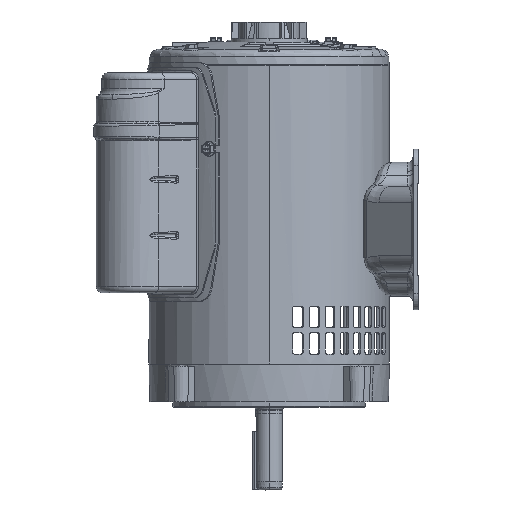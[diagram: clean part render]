
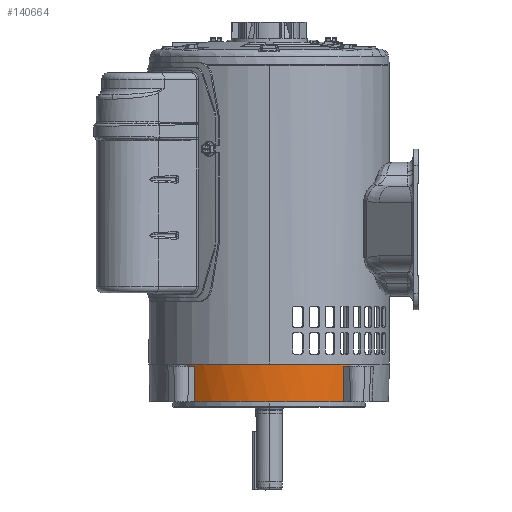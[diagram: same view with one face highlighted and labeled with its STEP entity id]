
A CAD part, left-side view. The second image highlights one B-rep face of the part: STEP entity #140664.
In plain terms, the highlighted conical face has half-angle 2 degrees and reference radius 71.548 mm.
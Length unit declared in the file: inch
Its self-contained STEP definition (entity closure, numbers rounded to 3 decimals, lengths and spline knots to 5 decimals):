
#2679 = VERTEX_POINT ( 'NONE', #22508 ) ;
#2787 = CARTESIAN_POINT ( 'NONE',  ( -2.0908, -1.88762, -3.5225 ) ) ;
#3742 = CARTESIAN_POINT ( 'NONE',  ( -2.21664, 1.7358, -3.5635 ) ) ;
#4027 = CARTESIAN_POINT ( 'NONE',  ( -2.17772, 1.73807, -4.3975 ) ) ;
#5353 = EDGE_CURVE ( 'NONE', #101536, #94272, #138306, .T. ) ;
#5428 = CARTESIAN_POINT ( 'NONE',  ( -2.08959, -1.88753, -3.54983 ) ) ;
#8132 = ORIENTED_EDGE ( 'NONE', *, *, #5353, .T. ) ;
#8242 = ORIENTED_EDGE ( 'NONE', *, *, #76481, .T. ) ;
#10322 = CARTESIAN_POINT ( 'NONE',  ( -2.0902, 1.88758, -3.53617 ) ) ;
#10443 = CARTESIAN_POINT ( 'NONE',  ( -2.19072, -1.73734, -4.1195 ) ) ;
#13200 = DIRECTION ( 'NONE',  ( 0., 0., 1. ) ) ;
#15190 = B_SPLINE_CURVE_WITH_KNOTS ( 'NONE', 3,
 ( #155796, #10322, #32036, #53681 ),
 .UNSPECIFIED., .F., .F.,
 ( 4, 4 ),
 ( 0., 0.00104 ),
 .UNSPECIFIED. ) ;
#15656 = AXIS2_PLACEMENT_3D ( 'NONE', #159732, #148843, #108084 ) ;
#19468 = CARTESIAN_POINT ( 'NONE',  ( -2.08898, -1.8875, -3.5635 ) ) ;
#20398 = EDGE_CURVE ( 'NONE', #119481, #94272, #153844, .T. ) ;
#22508 = CARTESIAN_POINT ( 'NONE',  ( -2.0908, 1.88762, -3.5225 ) ) ;
#24568 = DIRECTION ( 'NONE',  ( 1., 0., 0. ) ) ;
#25450 = FACE_OUTER_BOUND ( 'NONE', #34173, .T. ) ;
#32036 = CARTESIAN_POINT ( 'NONE',  ( -2.08959, 1.88753, -3.54983 ) ) ;
#33466 = EDGE_CURVE ( 'NONE', #140863, #86987, #164419, .T. ) ;
#34173 = EDGE_LOOP ( 'NONE', ( #8132, #139557, #116176, #156995, #8242, #96335, #103276, #118497 ) ) ;
#39265 = CARTESIAN_POINT ( 'NONE',  ( -2.21664, -1.7358, -3.5635 ) ) ;
#44656 = CARTESIAN_POINT ( 'NONE',  ( -2.17772, -1.73807, -4.3975 ) ) ;
#47378 = CARTESIAN_POINT ( 'NONE',  ( -2.19072, 1.73734, -4.1195 ) ) ;
#52558 = DIRECTION ( 'NONE',  ( 1., 0., 0. ) ) ;
#53681 = CARTESIAN_POINT ( 'NONE',  ( -2.08898, 1.8875, -3.5635 ) ) ;
#55286 = AXIS2_PLACEMENT_3D ( 'NONE', #86945, #146724, #24568 ) ;
#61952 = CARTESIAN_POINT ( 'NONE',  ( -2.21664, -1.7358, -3.5635 ) ) ;
#62042 = DIRECTION ( 'NONE',  ( 1., 0., 0. ) ) ;
#64083 = DIRECTION ( 'NONE',  ( 0., 0., -1. ) ) ;
#67426 = CARTESIAN_POINT ( 'NONE',  ( -2.17772, -1.73807, -4.3975 ) ) ;
#73087 = EDGE_CURVE ( 'NONE', #165764, #125155, #83974, .T. ) ;
#74091 = AXIS2_PLACEMENT_3D ( 'NONE', #83721, #13200, #62042 ) ;
#76481 = EDGE_CURVE ( 'NONE', #125155, #140863, #134335, .T. ) ;
#77621 = CARTESIAN_POINT ( 'NONE',  ( -2.08898, 1.8875, -3.5635 ) ) ;
#78053 = EDGE_CURVE ( 'NONE', #2679, #101536, #15190, .T. ) ;
#83721 = CARTESIAN_POINT ( 'NONE',  ( 0., 0., -3.5635 ) ) ;
#83974 = B_SPLINE_CURVE_WITH_KNOTS ( 'NONE', 3,
 ( #67426, #10443, #86292, #61952 ),
 .UNSPECIFIED., .F., .F.,
 ( 4, 4 ),
 ( 0., 0.02121 ),
 .UNSPECIFIED. ) ;
#86292 = CARTESIAN_POINT ( 'NONE',  ( -2.20369, -1.73659, -3.8415 ) ) ;
#86945 = CARTESIAN_POINT ( 'NONE',  ( 0., 0., -3.5635 ) ) ;
#86987 = VERTEX_POINT ( 'NONE', #125637 ) ;
#94272 = VERTEX_POINT ( 'NONE', #3742 ) ;
#96335 = ORIENTED_EDGE ( 'NONE', *, *, #33466, .T. ) ;
#96574 = CARTESIAN_POINT ( 'NONE',  ( 0., 0., -4.3975 ) ) ;
#97208 = EDGE_CURVE ( 'NONE', #165764, #119481, #161395, .T. ) ;
#98673 = CIRCLE ( 'NONE', #15656, 2.81683 ) ;
#101536 = VERTEX_POINT ( 'NONE', #77621 ) ;
#103276 = ORIENTED_EDGE ( 'NONE', *, *, #114105, .T. ) ;
#103386 = AXIS2_PLACEMENT_3D ( 'NONE', #133992, #125875, #52558 ) ;
#108084 = DIRECTION ( 'NONE',  ( 1., 0., 0. ) ) ;
#113927 = CARTESIAN_POINT ( 'NONE',  ( -2.0902, -1.88758, -3.53617 ) ) ;
#114105 = EDGE_CURVE ( 'NONE', #86987, #2679, #98673, .T. ) ;
#116176 = ORIENTED_EDGE ( 'NONE', *, *, #97208, .F. ) ;
#118346 = DIRECTION ( 'NONE',  ( 1., 0., 0. ) ) ;
#118497 = ORIENTED_EDGE ( 'NONE', *, *, #78053, .T. ) ;
#119481 = VERTEX_POINT ( 'NONE', #4027 ) ;
#125155 = VERTEX_POINT ( 'NONE', #39265 ) ;
#125637 = CARTESIAN_POINT ( 'NONE',  ( -2.0908, -1.88762, -3.5225 ) ) ;
#125875 = DIRECTION ( 'NONE',  ( 0., 0., 1. ) ) ;
#133992 = CARTESIAN_POINT ( 'NONE',  ( 0., 0., -3.5225 ) ) ;
#134335 = CIRCLE ( 'NONE', #74091, 2.8154 ) ;
#138306 = CIRCLE ( 'NONE', #55286, 2.8154 ) ;
#139557 = ORIENTED_EDGE ( 'NONE', *, *, #20398, .F. ) ;
#140664 = ADVANCED_FACE ( 'NONE', ( #25450 ), #149108, .T. ) ;
#140863 = VERTEX_POINT ( 'NONE', #19468 ) ;
#145069 = CARTESIAN_POINT ( 'NONE',  ( -2.21664, 1.7358, -3.5635 ) ) ;
#146724 = DIRECTION ( 'NONE',  ( 0., 0., 1. ) ) ;
#147752 = CARTESIAN_POINT ( 'NONE',  ( -2.17772, 1.73807, -4.3975 ) ) ;
#148843 = DIRECTION ( 'NONE',  ( 0., 0., -1. ) ) ;
#149108 = CONICAL_SURFACE ( 'NONE', #103386, 2.81683, 0.035 ) ;
#151941 = CARTESIAN_POINT ( 'NONE',  ( -2.08898, -1.8875, -3.5635 ) ) ;
#153199 = CARTESIAN_POINT ( 'NONE',  ( -2.20369, 1.73659, -3.8415 ) ) ;
#153844 = B_SPLINE_CURVE_WITH_KNOTS ( 'NONE', 3,
 ( #147752, #47378, #153199, #145069 ),
 .UNSPECIFIED., .F., .F.,
 ( 4, 4 ),
 ( 0., 0.02121 ),
 .UNSPECIFIED. ) ;
#155796 = CARTESIAN_POINT ( 'NONE',  ( -2.0908, 1.88762, -3.5225 ) ) ;
#156995 = ORIENTED_EDGE ( 'NONE', *, *, #73087, .T. ) ;
#159732 = CARTESIAN_POINT ( 'NONE',  ( 0., 0., -3.5225 ) ) ;
#161395 = CIRCLE ( 'NONE', #166579, 2.78628 ) ;
#164419 = B_SPLINE_CURVE_WITH_KNOTS ( 'NONE', 3,
 ( #151941, #5428, #113927, #2787 ),
 .UNSPECIFIED., .F., .F.,
 ( 4, 4 ),
 ( 0., 0.00104 ),
 .UNSPECIFIED. ) ;
#165764 = VERTEX_POINT ( 'NONE', #44656 ) ;
#166579 = AXIS2_PLACEMENT_3D ( 'NONE', #96574, #64083, #118346 ) ;
